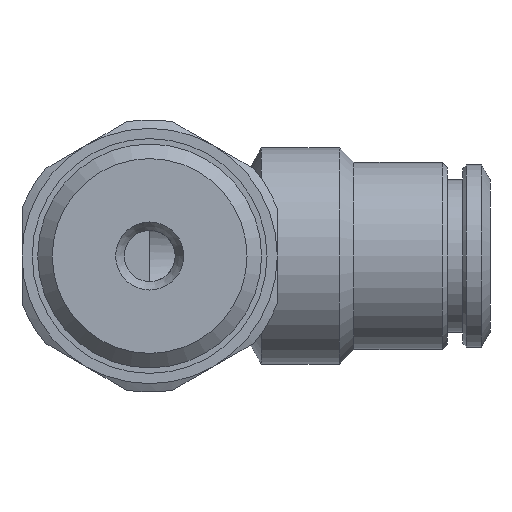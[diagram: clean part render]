
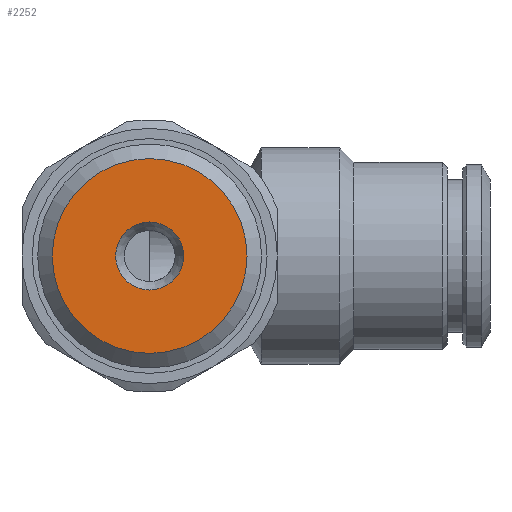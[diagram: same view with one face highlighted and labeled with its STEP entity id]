
A CAD part, front view. The second image highlights one B-rep face of the part: STEP entity #2252.
In plain terms, the highlighted planar face has unit normal (0, -1, 0).
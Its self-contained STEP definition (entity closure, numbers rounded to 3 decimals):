
#1003=CARTESIAN_POINT('',(2.0,-23.,0.0));
#1004=VERTEX_POINT('',#1003);
#1005=CARTESIAN_POINT('',(0.0,-23.,0.0));
#1006=DIRECTION('',(0.0,1.0,0.0));
#1007=DIRECTION('',(1.0,0.0,0.0));
#1008=AXIS2_PLACEMENT_3D('',#1005,#1006,#1007);
#1009=CIRCLE('',#1008,2.0);
#1010=EDGE_CURVE('',#1004,#1004,#1009,.T.);
#2226=CARTESIAN_POINT('',(5.723,-23.,0.0));
#2227=VERTEX_POINT('',#2226);
#2228=CARTESIAN_POINT('',(0.0,-23.,0.0));
#2229=DIRECTION('',(0.0,-1.0,0.0));
#2230=DIRECTION('',(1.0,0.0,0.0));
#2231=AXIS2_PLACEMENT_3D('',#2228,#2229,#2230);
#2232=CIRCLE('',#2231,5.723);
#2233=EDGE_CURVE('',#2227,#2227,#2232,.T.);
#2241=CARTESIAN_POINT('',(2.861,-23.,0.0));
#2242=DIRECTION('',(0.0,-1.0,0.0));
#2243=DIRECTION('',(0.0,0.0,-1.0));
#2244=AXIS2_PLACEMENT_3D('',#2241,#2242,#2243);
#2245=PLANE('',#2244);
#2246=ORIENTED_EDGE('',*,*,#2233,.T.);
#2247=EDGE_LOOP('',(#2246));
#2248=FACE_OUTER_BOUND('',#2247,.T.);
#2249=ORIENTED_EDGE('',*,*,#1010,.T.);
#2250=EDGE_LOOP('',(#2249));
#2251=FACE_BOUND('',#2250,.T.);
#2252=ADVANCED_FACE('',(#2248,#2251),#2245,.T.);
